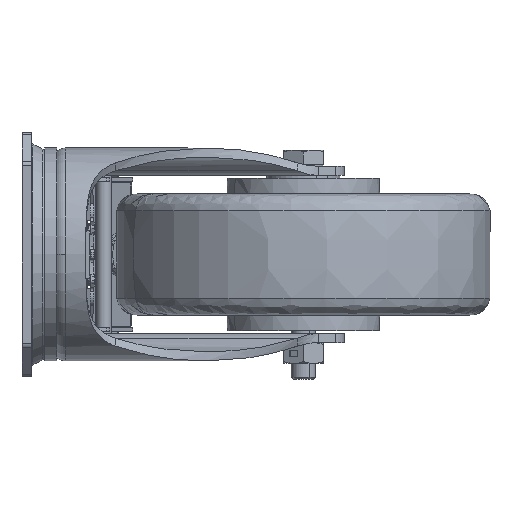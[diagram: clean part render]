
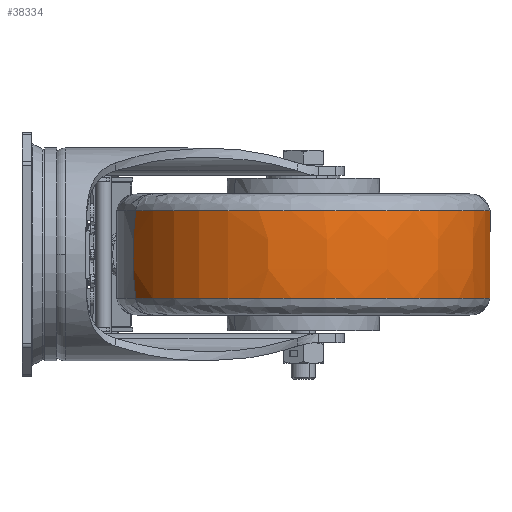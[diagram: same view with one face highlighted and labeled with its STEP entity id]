
A CAD part, left-side view. The second image highlights one B-rep face of the part: STEP entity #38334.
In plain terms, the highlighted free-form (B-spline) face has degree [3, 3] with [4, 4] control points.
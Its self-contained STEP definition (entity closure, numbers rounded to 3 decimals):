
#88 = CARTESIAN_POINT ( 'NONE',  ( 12.853, -37.353, -14.337 ) ) ;
#520 =( BOUNDED_SURFACE ( )  B_SPLINE_SURFACE ( 3, 3, ( 
 ( #43134, #11291, #3311, #19495 ),
 ( #35664, #31184, #2268, #30656 ),
 ( #46869, #10494, #42880, #47409 ),
 ( #88, #40190, #40983, #36175 ) ),
 .UNSPECIFIED., .F., .F., .F. ) 
 B_SPLINE_SURFACE_WITH_KNOTS ( ( 4, 4 ),
 ( 4, 4 ),
 ( 0., 1. ),
 ( 0., 1. ),
 .UNSPECIFIED. ) 
 GEOMETRIC_REPRESENTATION_ITEM ( )  RATIONAL_B_SPLINE_SURFACE ( (
 ( 1., 0.333, 0.333, 1.),
 ( 0.993, 0.331, 0.331, 0.993),
 ( 0.993, 0.331, 0.331, 0.993),
 ( 1., 0.333, 0.333, 1.) ) ) 
 REPRESENTATION_ITEM ( '' )  SURFACE ( )  );
#1550 = CARTESIAN_POINT ( 'NONE',  ( 12.853, -37.353, -14.337 ) ) ;
#2268 = CARTESIAN_POINT ( 'NONE',  ( -45.014, -204.398, 4.812 ) ) ;
#3311 = CARTESIAN_POINT ( 'NONE',  ( -43.148, -201.941, 14.337 ) ) ;
#7651 = ORIENTED_EDGE ( 'NONE', *, *, #10127, .F. ) ;
#9042 = CARTESIAN_POINT ( 'NONE',  ( 40., -92.5, -14.337 ) ) ;
#10127 = EDGE_CURVE ( 'NONE', #37149, #46982, #10425, .T. ) ;
#10425 = CIRCLE ( 'NONE', #17215, 100. ) ;
#10465 = AXIS2_PLACEMENT_3D ( 'NONE', #19036, #28772, #35202 ) ;
#10494 = CARTESIAN_POINT ( 'NONE',  ( -100.527, -91.627, -4.812 ) ) ;
#10649 = DIRECTION ( 'NONE',  ( 0.442, -0.897, 0. ) ) ;
#11291 = CARTESIAN_POINT ( 'NONE',  ( -97.442, -91.647, 14.337 ) ) ;
#13214 = CARTESIAN_POINT ( 'NONE',  ( 23.438, -58.856, 0. ) ) ;
#14763 = EDGE_CURVE ( 'NONE', #47888, #47073, #52016, .T. ) ;
#15012 = FACE_OUTER_BOUND ( 'NONE', #20322, .T. ) ;
#15910 = CARTESIAN_POINT ( 'NONE',  ( 67.147, -147.647, -14.337 ) ) ;
#17215 = AXIS2_PLACEMENT_3D ( 'NONE', #13214, #45879, #33604 ) ;
#18229 = EDGE_CURVE ( 'NONE', #47073, #46982, #29924, .T. ) ;
#19036 = CARTESIAN_POINT ( 'NONE',  ( 56.562, -126.144, 0. ) ) ;
#19378 = CARTESIAN_POINT ( 'NONE',  ( 40., -92.5, 14.337 ) ) ;
#19495 = CARTESIAN_POINT ( 'NONE',  ( 67.147, -147.647, 14.337 ) ) ;
#19982 = ORIENTED_EDGE ( 'NONE', *, *, #18229, .T. ) ;
#20322 = EDGE_LOOP ( 'NONE', ( #29001, #50554, #19982, #7651 ) ) ;
#20548 = CIRCLE ( 'NONE', #38351, 61.467 ) ;
#28772 = DIRECTION ( 'NONE',  ( -0.897, -0.442, 0. ) ) ;
#29001 = ORIENTED_EDGE ( 'NONE', *, *, #37270, .T. ) ;
#29924 = CIRCLE ( 'NONE', #43479, 61.467 ) ;
#30656 = CARTESIAN_POINT ( 'NONE',  ( 67.756, -148.885, 4.812 ) ) ;
#31184 = CARTESIAN_POINT ( 'NONE',  ( -100.527, -91.627, 4.812 ) ) ;
#33604 = DIRECTION ( 'NONE',  ( 0.442, -0.897, 0. ) ) ;
#35202 = DIRECTION ( 'NONE',  ( -0.442, 0.897, 0. ) ) ;
#35664 = CARTESIAN_POINT ( 'NONE',  ( 12.244, -36.115, 4.812 ) ) ;
#36120 = DIRECTION ( 'NONE',  ( 0.442, -0.897, 0. ) ) ;
#36175 = CARTESIAN_POINT ( 'NONE',  ( 67.147, -147.647, -14.337 ) ) ;
#37149 = VERTEX_POINT ( 'NONE', #44645 ) ;
#37270 = EDGE_CURVE ( 'NONE', #37149, #47888, #20548, .T. ) ;
#38334 = ADVANCED_FACE ( 'NONE', ( #15012 ), #520, .T. ) ;
#38351 = AXIS2_PLACEMENT_3D ( 'NONE', #19378, #42487, #10649 ) ;
#40127 = DIRECTION ( 'NONE',  ( 0., 0., 1. ) ) ;
#40190 = CARTESIAN_POINT ( 'NONE',  ( -97.442, -91.647, -14.337 ) ) ;
#40983 = CARTESIAN_POINT ( 'NONE',  ( -43.148, -201.941, -14.337 ) ) ;
#42487 = DIRECTION ( 'NONE',  ( 0., 0., -1. ) ) ;
#42880 = CARTESIAN_POINT ( 'NONE',  ( -45.014, -204.398, -4.812 ) ) ;
#43134 = CARTESIAN_POINT ( 'NONE',  ( 12.853, -37.353, 14.337 ) ) ;
#43479 = AXIS2_PLACEMENT_3D ( 'NONE', #9042, #40127, #36120 ) ;
#44645 = CARTESIAN_POINT ( 'NONE',  ( 67.147, -147.647, 14.337 ) ) ;
#45879 = DIRECTION ( 'NONE',  ( 0.897, 0.442, 0. ) ) ;
#46869 = CARTESIAN_POINT ( 'NONE',  ( 12.244, -36.115, -4.812 ) ) ;
#46982 = VERTEX_POINT ( 'NONE', #15910 ) ;
#47073 = VERTEX_POINT ( 'NONE', #1550 ) ;
#47409 = CARTESIAN_POINT ( 'NONE',  ( 67.756, -148.885, -4.812 ) ) ;
#47888 = VERTEX_POINT ( 'NONE', #48755 ) ;
#48755 = CARTESIAN_POINT ( 'NONE',  ( 12.853, -37.353, 14.337 ) ) ;
#50554 = ORIENTED_EDGE ( 'NONE', *, *, #14763, .T. ) ;
#52016 = CIRCLE ( 'NONE', #10465, 100. ) ;
